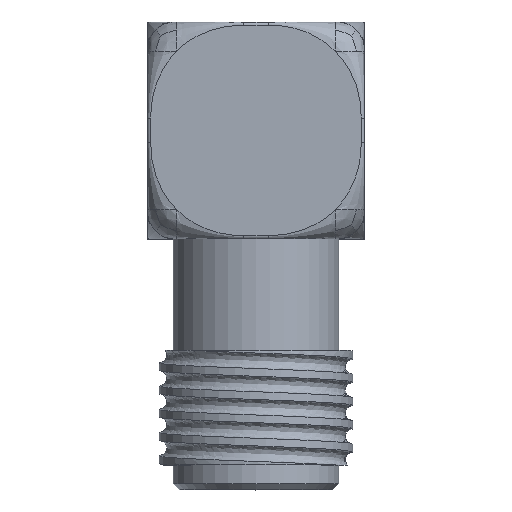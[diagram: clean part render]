
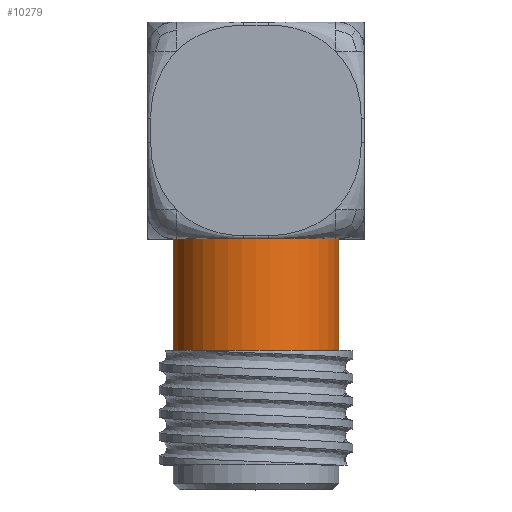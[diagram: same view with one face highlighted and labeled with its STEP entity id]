
A CAD part, top view. The second image highlights one B-rep face of the part: STEP entity #10279.
In plain terms, the highlighted cylindrical face has radius 2.675 mm (diameter 5.35 mm), a partial arc.
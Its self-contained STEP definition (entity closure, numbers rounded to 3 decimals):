
#217 = DIRECTION ( 'NONE',  ( 0., 1., 0. ) ) ;
#534 = DIRECTION ( 'NONE',  ( 0., 1., 0. ) ) ;
#779 = CARTESIAN_POINT ( 'NONE',  ( -2.675, -20.278, 7.55 ) ) ;
#818 = VERTEX_POINT ( 'NONE', #19736 ) ;
#1306 = VERTEX_POINT ( 'NONE', #19535 ) ;
#1371 = ORIENTED_EDGE ( 'NONE', *, *, #9737, .F. ) ;
#2102 = CARTESIAN_POINT ( 'NONE',  ( 2.675, -20.278, 7.55 ) ) ;
#2285 = LINE ( 'NONE', #779, #7569 ) ;
#2514 = CARTESIAN_POINT ( 'NONE',  ( 2.675, 0.55, 7.55 ) ) ;
#2728 = AXIS2_PLACEMENT_3D ( 'NONE', #24015, #16241, #20345 ) ;
#3375 = ORIENTED_EDGE ( 'NONE', *, *, #15358, .T. ) ;
#3948 = DIRECTION ( 'NONE',  ( -1., 0., 0. ) ) ;
#4261 = CARTESIAN_POINT ( 'NONE',  ( -2.675, -3.05, 7.55 ) ) ;
#5084 = CYLINDRICAL_SURFACE ( 'NONE', #19599, 2.675 ) ;
#5862 = EDGE_LOOP ( 'NONE', ( #1371, #3375, #14381, #17224 ) ) ;
#7086 = CARTESIAN_POINT ( 'NONE',  ( 0., 0.55, 7.55 ) ) ;
#7455 = DIRECTION ( 'NONE',  ( 0., 1., 0. ) ) ;
#7569 = VECTOR ( 'NONE', #534, 1000. ) ;
#7694 = VECTOR ( 'NONE', #217, 1000. ) ;
#7825 = CARTESIAN_POINT ( 'NONE',  ( 0., -20.278, 7.55 ) ) ;
#8324 = EDGE_CURVE ( 'NONE', #8907, #1306, #23159, .T. ) ;
#8907 = VERTEX_POINT ( 'NONE', #2514 ) ;
#9467 = DIRECTION ( 'NONE',  ( 0., -1., 0. ) ) ;
#9737 = EDGE_CURVE ( 'NONE', #818, #24695, #17991, .T. ) ;
#10279 = ADVANCED_FACE ( 'NONE', ( #18067 ), #5084, .T. ) ;
#10441 = EDGE_CURVE ( 'NONE', #24695, #1306, #2285, .T. ) ;
#12302 = AXIS2_PLACEMENT_3D ( 'NONE', #7086, #9467, #19010 ) ;
#14381 = ORIENTED_EDGE ( 'NONE', *, *, #8324, .T. ) ;
#15358 = EDGE_CURVE ( 'NONE', #818, #8907, #19300, .T. ) ;
#16241 = DIRECTION ( 'NONE',  ( 0., -1., 0. ) ) ;
#17224 = ORIENTED_EDGE ( 'NONE', *, *, #10441, .F. ) ;
#17991 = CIRCLE ( 'NONE', #2728, 2.675 ) ;
#18067 = FACE_OUTER_BOUND ( 'NONE', #5862, .T. ) ;
#19010 = DIRECTION ( 'NONE',  ( 1., 0., 0. ) ) ;
#19300 = LINE ( 'NONE', #2102, #7694 ) ;
#19535 = CARTESIAN_POINT ( 'NONE',  ( -2.675, 0.55, 7.55 ) ) ;
#19599 = AXIS2_PLACEMENT_3D ( 'NONE', #7825, #7455, #3948 ) ;
#19736 = CARTESIAN_POINT ( 'NONE',  ( 2.675, -3.05, 7.55 ) ) ;
#20345 = DIRECTION ( 'NONE',  ( 1., 0., 0. ) ) ;
#23159 = CIRCLE ( 'NONE', #12302, 2.675 ) ;
#24015 = CARTESIAN_POINT ( 'NONE',  ( 0., -3.05, 7.55 ) ) ;
#24695 = VERTEX_POINT ( 'NONE', #4261 ) ;
